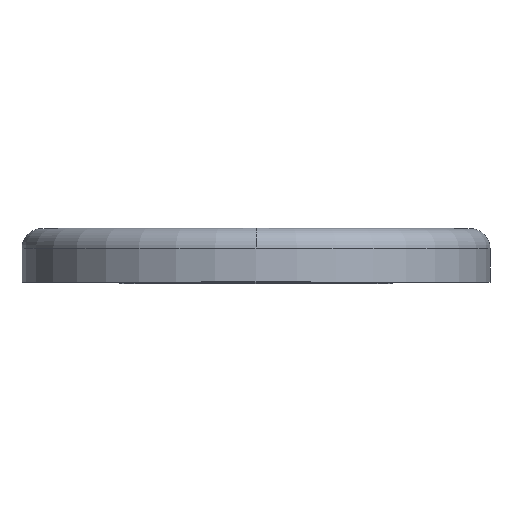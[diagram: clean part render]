
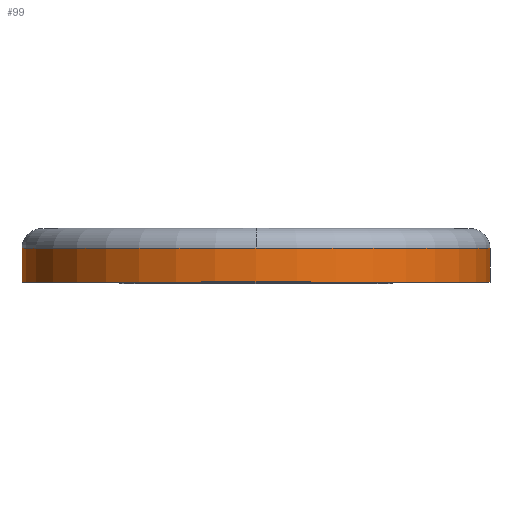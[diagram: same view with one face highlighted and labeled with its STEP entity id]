
A CAD part, top view. The second image highlights one B-rep face of the part: STEP entity #99.
In plain terms, the highlighted cylindrical face has radius 100 mm (diameter 200 mm), a partial arc.
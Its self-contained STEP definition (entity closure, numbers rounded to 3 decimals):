
#99=ADVANCED_FACE('',(#226),#227,.T.);
#226=FACE_OUTER_BOUND('',#407,.T.);
#227=CYLINDRICAL_SURFACE('',#408,100.0);
#407=EDGE_LOOP('',(#576,#577,#578,#579,#580));
#408=AXIS2_PLACEMENT_3D('',#581,#582,#583);
#576=ORIENTED_EDGE('',*,*,#1034,.F.);
#577=ORIENTED_EDGE('',*,*,#1035,.T.);
#578=ORIENTED_EDGE('',*,*,#1036,.F.);
#579=ORIENTED_EDGE('',*,*,#1037,.F.);
#580=ORIENTED_EDGE('',*,*,#1038,.F.);
#581=CARTESIAN_POINT('',(-247.974,97.899,0.0));
#582=DIRECTION('',(0.0,1.0,0.0));
#583=DIRECTION('',(-1.0,0.0,0.0));
#1034=EDGE_CURVE('',#1216,#1217,#1218,.T.);
#1035=EDGE_CURVE('',#1216,#1219,#1220,.T.);
#1036=EDGE_CURVE('',#1221,#1219,#1222,.T.);
#1037=EDGE_CURVE('',#1223,#1221,#1224,.T.);
#1038=EDGE_CURVE('',#1217,#1223,#1225,.T.);
#1216=VERTEX_POINT('',#1490);
#1217=VERTEX_POINT('',#1491);
#1218=LINE('',#1492,#1493);
#1219=VERTEX_POINT('',#1494);
#1220=CIRCLE('',#1495,100.0);
#1221=VERTEX_POINT('',#1496);
#1222=LINE('',#1497,#1498);
#1223=VERTEX_POINT('',#1499);
#1224=CIRCLE('',#1500,100.0);
#1225=CIRCLE('',#1501,100.0);
#1490=CARTESIAN_POINT('',(-347.974,90.649,0.0));
#1491=CARTESIAN_POINT('',(-347.974,105.149,0.0));
#1492=CARTESIAN_POINT('',(-347.974,97.899,0.));
#1493=VECTOR('',#1791,1.0);
#1494=CARTESIAN_POINT('',(-147.974,90.649,0.));
#1495=AXIS2_PLACEMENT_3D('',#1792,#1793,#1794);
#1496=CARTESIAN_POINT('',(-147.974,105.149,0.));
#1497=CARTESIAN_POINT('',(-147.974,97.899,0.));
#1498=VECTOR('',#1795,1.0);
#1499=CARTESIAN_POINT('',(-247.974,105.149,100.0));
#1500=AXIS2_PLACEMENT_3D('',#1796,#1797,#1798);
#1501=AXIS2_PLACEMENT_3D('',#1799,#1800,#1801);
#1791=DIRECTION('',(0.0,1.0,0.0));
#1792=CARTESIAN_POINT('',(-247.974,90.649,0.0));
#1793=DIRECTION('',(0.0,1.0,0.0));
#1794=DIRECTION('',(-1.0,0.0,0.0));
#1795=DIRECTION('',(-0.0,-1.0,-0.0));
#1796=CARTESIAN_POINT('',(-247.974,105.149,0.0));
#1797=DIRECTION('',(0.0,1.0,0.0));
#1798=DIRECTION('',(-1.0,0.0,0.0));
#1799=CARTESIAN_POINT('',(-247.974,105.149,0.0));
#1800=DIRECTION('',(0.0,1.0,0.0));
#1801=DIRECTION('',(-1.0,0.0,0.0));
